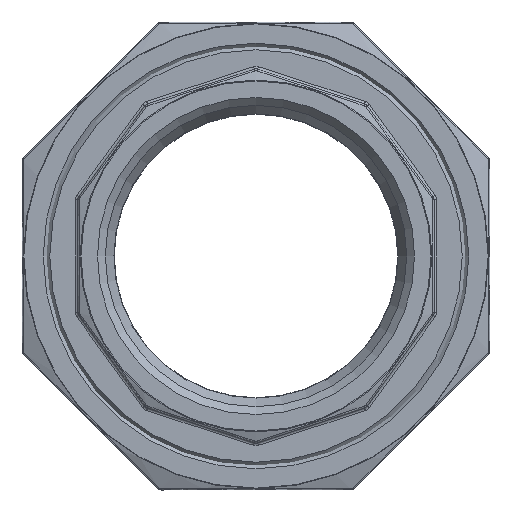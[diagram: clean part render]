
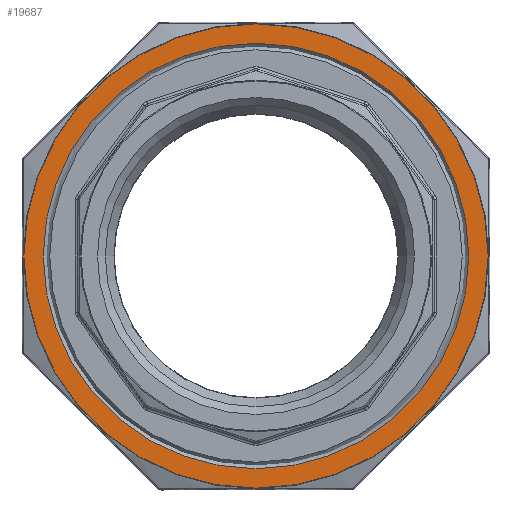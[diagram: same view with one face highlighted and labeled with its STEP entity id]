
A CAD part, left-side view. The second image highlights one B-rep face of the part: STEP entity #19687.
In plain terms, the highlighted planar face has unit normal (-1, 0, 0).
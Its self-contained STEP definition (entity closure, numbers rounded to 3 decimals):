
#449 = VERTEX_POINT ( 'NONE', #13107 ) ;
#1750 = EDGE_CURVE ( 'NONE', #449, #449, #7687, .T. ) ;
#1756 = DIRECTION ( 'NONE',  ( -1., 0., 0. ) ) ;
#2581 = EDGE_CURVE ( 'NONE', #3588, #3588, #5780, .T. ) ;
#3588 = VERTEX_POINT ( 'NONE', #19017 ) ;
#4390 = ORIENTED_EDGE ( 'NONE', *, *, #1750, .T. ) ;
#4454 = AXIS2_PLACEMENT_3D ( 'NONE', #9853, #7751, #6714 ) ;
#5780 = CIRCLE ( 'NONE', #10970, 43.647 ) ;
#6148 = DIRECTION ( 'NONE',  ( 0., -1., 0. ) ) ;
#6714 = DIRECTION ( 'NONE',  ( 0., 1., 0. ) ) ;
#7687 = CIRCLE ( 'NONE', #4454, 40. ) ;
#7751 = DIRECTION ( 'NONE',  ( 1., 0., 0. ) ) ;
#8400 = EDGE_LOOP ( 'NONE', ( #4390 ) ) ;
#8789 = FACE_BOUND ( 'NONE', #8400, .T. ) ;
#9005 = FACE_OUTER_BOUND ( 'NONE', #14514, .T. ) ;
#9853 = CARTESIAN_POINT ( 'NONE',  ( -15.5, 0., 0. ) ) ;
#10970 = AXIS2_PLACEMENT_3D ( 'NONE', #16899, #1756, #6148 ) ;
#13107 = CARTESIAN_POINT ( 'NONE',  ( -15.5, 40., 0. ) ) ;
#13562 = PLANE ( 'NONE',  #17030 ) ;
#14514 = EDGE_LOOP ( 'NONE', ( #16270 ) ) ;
#16270 = ORIENTED_EDGE ( 'NONE', *, *, #2581, .T. ) ;
#16899 = CARTESIAN_POINT ( 'NONE',  ( -15.5, 0., 0. ) ) ;
#17030 = AXIS2_PLACEMENT_3D ( 'NONE', #18452, #19873, #18345 ) ;
#18345 = DIRECTION ( 'NONE',  ( 0., -1., 0. ) ) ;
#18452 = CARTESIAN_POINT ( 'NONE',  ( -15.5, 53.92, 0. ) ) ;
#19017 = CARTESIAN_POINT ( 'NONE',  ( -15.5, -43.647, 0. ) ) ;
#19687 = ADVANCED_FACE ( 'NONE', ( #9005, #8789 ), #13562, .T. ) ;
#19873 = DIRECTION ( 'NONE',  ( -1., 0., 0. ) ) ;
